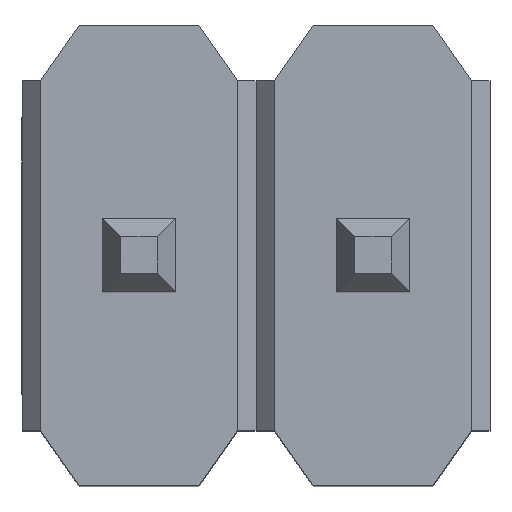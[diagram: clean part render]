
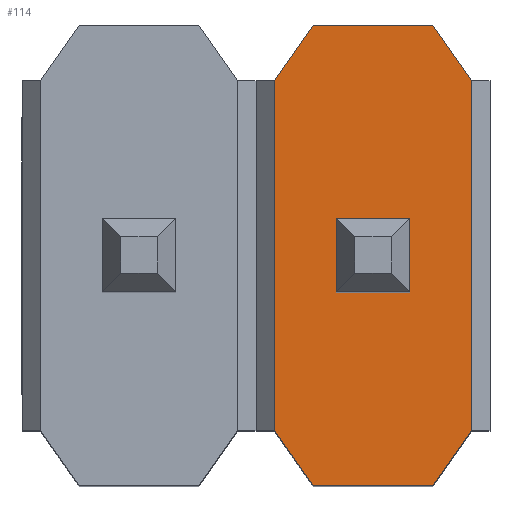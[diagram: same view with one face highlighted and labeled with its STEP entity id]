
A CAD part, top view. The second image highlights one B-rep face of the part: STEP entity #114.
In plain terms, the highlighted planar face has unit normal (0, 0, 1).
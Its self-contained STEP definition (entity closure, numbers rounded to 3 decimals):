
#114=ADVANCED_FACE('',(#682),#684,.T.);
#682=FACE_BOUND('',#683,.T.);
#683=EDGE_LOOP('',(#1120,#1121,#1122,#1123,#1124,#1125,#1126,#1127));
#684=PLANE('',#685);
#685=AXIS2_PLACEMENT_3D('',#686,#687,#688);
#686=CARTESIAN_POINT('',(1.27,0.,2.));
#687=DIRECTION('',(0.,0.,1.));
#688=DIRECTION('',(1.,0.,0.));
#1120=ORIENTED_EDGE('',*,*,#1418,.T.);
#1121=ORIENTED_EDGE('',*,*,#1419,.T.);
#1122=ORIENTED_EDGE('',*,*,#1420,.T.);
#1123=ORIENTED_EDGE('',*,*,#1421,.T.);
#1124=ORIENTED_EDGE('',*,*,#1422,.T.);
#1125=ORIENTED_EDGE('',*,*,#1423,.T.);
#1126=ORIENTED_EDGE('',*,*,#1424,.T.);
#1127=ORIENTED_EDGE('',*,*,#1425,.T.);
#1418=EDGE_CURVE('',#1567,#1560,#1582,.F.);
#1419=EDGE_CURVE('',#1560,#1583,#1584,.T.);
#1420=EDGE_CURVE('',#1583,#1585,#1586,.T.);
#1421=EDGE_CURVE('',#1585,#1575,#1587,.T.);
#1422=EDGE_CURVE('',#1575,#1588,#1589,.F.);
#1423=EDGE_CURVE('',#1588,#1590,#1591,.T.);
#1424=EDGE_CURVE('',#1590,#1592,#1593,.T.);
#1425=EDGE_CURVE('',#1592,#1567,#1594,.T.);
#1560=VERTEX_POINT('',#1810);
#1567=VERTEX_POINT('',#1825);
#1575=VERTEX_POINT('',#1841);
#1582=LINE('',#1856,#1857);
#1583=VERTEX_POINT('',#1859);
#1584=LINE('',#1860,#1861);
#1585=VERTEX_POINT('',#1863);
#1586=LINE('',#1864,#1865);
#1587=LINE('',#1867,#1868);
#1588=VERTEX_POINT('',#1870);
#1589=LINE('',#1871,#1872);
#1590=VERTEX_POINT('',#1874);
#1591=LINE('',#1875,#1876);
#1592=VERTEX_POINT('',#1878);
#1593=LINE('',#1879,#1880);
#1594=LINE('',#1882,#1883);
#1810=CARTESIAN_POINT('',(0.735,-0.95,2.));
#1825=CARTESIAN_POINT('',(0.735,0.95,2.));
#1841=CARTESIAN_POINT('',(1.805,-0.95,2.));
#1856=CARTESIAN_POINT('',(0.735,-0.95,2.));
#1857=VECTOR('',#1858,1.);
#1858=DIRECTION('',(0.,1.,0.));
#1859=CARTESIAN_POINT('',(0.945,-1.25,2.));
#1860=CARTESIAN_POINT('',(0.735,-0.95,2.));
#1861=VECTOR('',#1862,1.);
#1862=DIRECTION('',(0.574,-0.819,0.));
#1863=CARTESIAN_POINT('',(1.595,-1.25,2.));
#1864=CARTESIAN_POINT('',(0.945,-1.25,2.));
#1865=VECTOR('',#1866,1.);
#1866=DIRECTION('',(1.,0.,0.));
#1867=CARTESIAN_POINT('',(1.595,-1.25,2.));
#1868=VECTOR('',#1869,1.);
#1869=DIRECTION('',(0.574,0.819,0.));
#1870=CARTESIAN_POINT('',(1.805,0.95,2.));
#1871=CARTESIAN_POINT('',(1.805,0.95,2.));
#1872=VECTOR('',#1873,1.);
#1873=DIRECTION('',(0.,-1.,0.));
#1874=CARTESIAN_POINT('',(1.595,1.25,2.));
#1875=CARTESIAN_POINT('',(1.805,0.95,2.));
#1876=VECTOR('',#1877,1.);
#1877=DIRECTION('',(-0.574,0.819,0.));
#1878=CARTESIAN_POINT('',(0.945,1.25,2.));
#1879=CARTESIAN_POINT('',(1.595,1.25,2.));
#1880=VECTOR('',#1881,1.);
#1881=DIRECTION('',(-1.,0.,0.));
#1882=CARTESIAN_POINT('',(0.945,1.25,2.));
#1883=VECTOR('',#1884,1.);
#1884=DIRECTION('',(-0.574,-0.819,0.));
